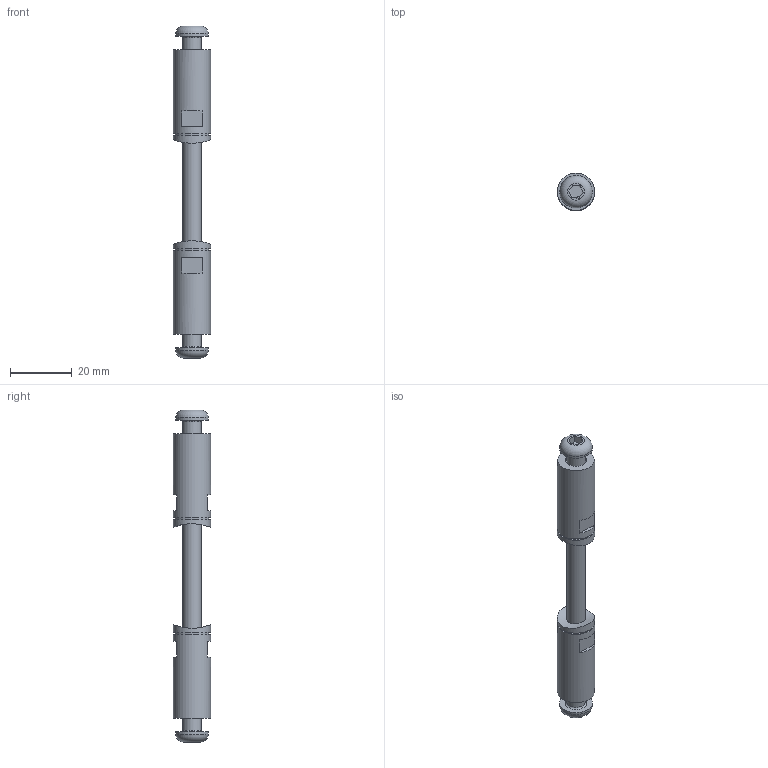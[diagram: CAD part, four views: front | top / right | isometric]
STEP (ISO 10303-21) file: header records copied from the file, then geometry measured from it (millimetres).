
FILE_DESCRIPTION(/* description */ ('-'),/* implementation_level */ '2;1');
FILE_NAME(/* name */ 'c7151d59-1c8f-4a1c-a103-84acdb9c2d63.stp',/* time_stamp */ '2021-07-09T14:23:54+02:00',/* author */ ('-'),/* organization */ ('Carl Stahl'),/* preprocessor_version */ 'ST-DEVELOPER v18',/* originating_system */ 'Autodesk Inventor 2020',/* authorisation */ '-');
FILE_SCHEMA (('AUTOMOTIVE_DESIGN { 1 0 10303 214 3 1 1 }'));
Length unit declared in the file: millimetre
Products named in the file (7): CX3-32027-DD337; CX3-32027; CX3-32027_1; CX3-32027_2; ISO 7380-1 - M6 x 16; CX3-32027-337; ISO 4026 - M6 x 50
Assembly tree (9 placements, depth 3):
  CX3-32027-DD337
    CX3-32027
      CX3-32027_2
      ISO 7380-1 - M6 x 16
    CX3-32027_1
      CX3-32027_2
      ISO 7380-1 - M6 x 16
    CX3-32027-337  x2
    ISO 4026 - M6 x 50
Bounding box: 12 x 12 x 107.1 mm (x, y, z)
Volume: 8148.3 mm3; surface area: 6127.2 mm2
Topology: 7 solids, 7 shells, 76 faces, 179 edges, 126 vertices
Faces by surface type: plane 47, cylinder 17, cone 8, torus 4
Full cylindrical faces by diameter (mm): 5 x2, 6 x3, 6.2 x2, 10.5 x2, 11 x2, 12 x4
Entity records: 1607 total; most frequent: CARTESIAN_POINT 317, DIRECTION 249, ORIENTED_EDGE 204, EDGE_CURVE 102, AXIS2_PLACEMENT_3D 99, VERTEX_POINT 72, EDGE_LOOP 54, LINE 51
